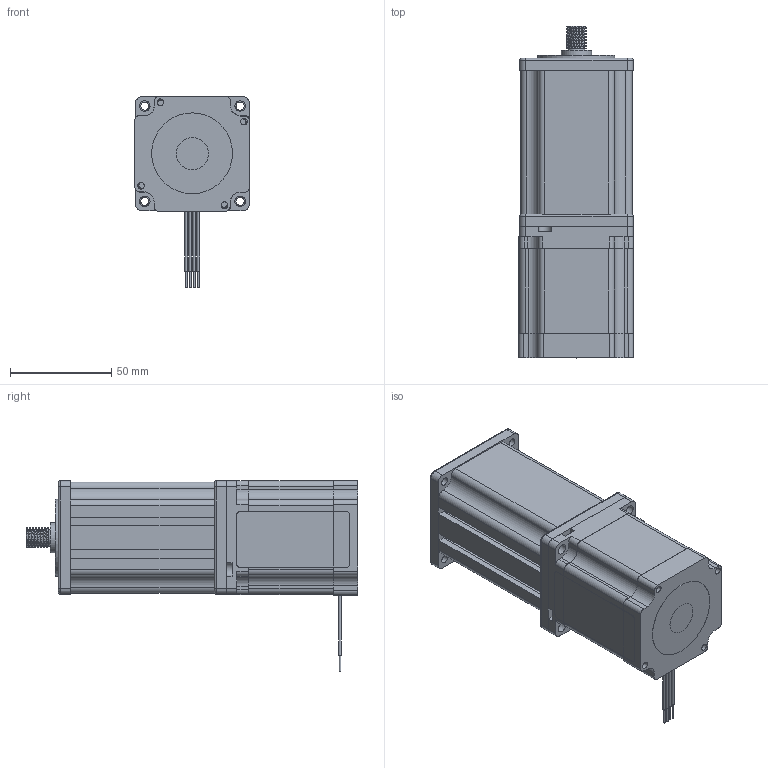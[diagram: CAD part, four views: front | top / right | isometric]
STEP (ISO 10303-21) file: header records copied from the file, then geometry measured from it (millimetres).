
FILE_DESCRIPTION(/* description */ (''),/* implementation_level */ '2;1');
FILE_NAME(/* name */ '23C22-150.stp',/* time_stamp */ '2020-08-27T09:10:07+08:00',/* author */ ('gj5217'),/* organization */ (''),/* preprocessor_version */ 'ST-DEVELOPER v16.1',/* originating_system */ 'Autodesk Inventor 2016',/* authorisation */ '');
FILE_SCHEMA (('AUTOMOTIVE_DESIGN { 1 0 10303 214 3 1 1 }'));
Length unit declared in the file: millimetre
Products named in the file (11): 01-011; 01-012; 01-028; 01-030; 02-028; 04-027; 08-008; 10-014; 57双厚标签; 57铭牌; 23C22-150
Assembly tree (10 placements, depth 2):
  23C22-150
    01-011
    01-012
    01-028
    01-030
    02-028
    04-027
    08-008
    10-014
    57双厚标签
    57铭牌
Bounding box: 56.82 x 164.15 x 94.3 mm (x, y, z)
Volume: 199302.1 mm3; surface area: 120803 mm2
Topology: 10 solids, 10 shells, 876 faces, 2458 edges, 1635 vertices
Faces by surface type: cylinder 496, plane 361, torus 9, cone 7, bspline 3
Full cylindrical faces by diameter (mm): 0.8 x4, 1.4 x4, 3.1 x4, 3.3 x12, 4 x8, 4.2 x8, 5.2 x4, 8.5 x8, 11.5 x1, 15 x2, 16 x1, 19 x1, 20 x1, 22 x1, 26 x3, 28 x2, 34 x1, 34.82 x2, 35.5 x2, 38.1 x5, 40 x1, 50.34 x1, 52.39 x1
Entity records: 29884 total; most frequent: CARTESIAN_POINT 6292, DIRECTION 5159, ORIENTED_EDGE 4708, EDGE_CURVE 2354, AXIS2_PLACEMENT_3D 1931, VERTEX_POINT 1617, LINE 1297, VECTOR 1297
